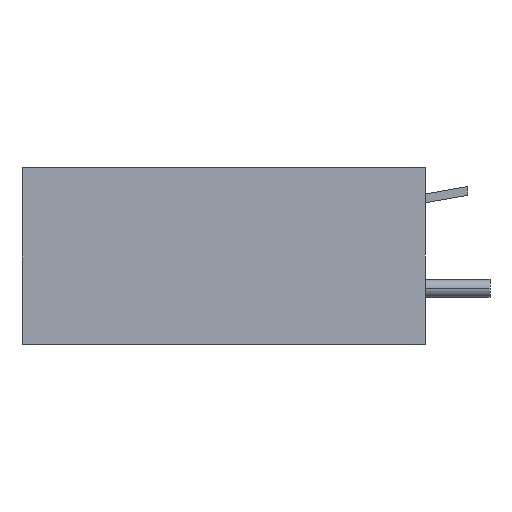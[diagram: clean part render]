
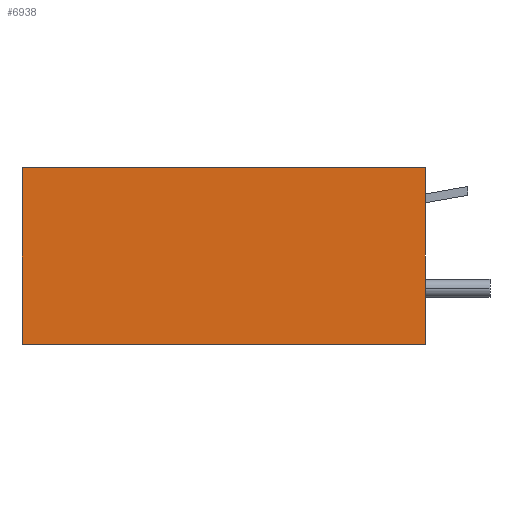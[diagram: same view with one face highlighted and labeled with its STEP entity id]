
A CAD part, left-side view. The second image highlights one B-rep face of the part: STEP entity #6938.
In plain terms, the highlighted planar face has unit normal (-1, 0, 0).
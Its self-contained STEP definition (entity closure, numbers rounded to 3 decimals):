
#123 = LINE ( 'NONE', #2582, #6472 ) ;
#212 = CARTESIAN_POINT ( 'NONE',  ( -7.5, -5.455, -12.5 ) ) ;
#1039 = CARTESIAN_POINT ( 'NONE',  ( -7.5, -5.455, 12.5 ) ) ;
#1096 = VECTOR ( 'NONE', #6315, 1000. ) ;
#1604 = VERTEX_POINT ( 'NONE', #212 ) ;
#1708 = ORIENTED_EDGE ( 'NONE', *, *, #4508, .F. ) ;
#1788 = EDGE_CURVE ( 'NONE', #2547, #1604, #4217, .T. ) ;
#2173 = VECTOR ( 'NONE', #7420, 1000. ) ;
#2400 = EDGE_CURVE ( 'NONE', #5733, #2547, #4992, .T. ) ;
#2547 = VERTEX_POINT ( 'NONE', #6799 ) ;
#2582 = CARTESIAN_POINT ( 'NONE',  ( -7.5, -5.455, 12.5 ) ) ;
#2616 = ORIENTED_EDGE ( 'NONE', *, *, #1788, .T. ) ;
#2675 = EDGE_LOOP ( 'NONE', ( #2616, #1708, #4895, #3744 ) ) ;
#2695 = EDGE_CURVE ( 'NONE', #5733, #3238, #123, .T. ) ;
#2994 = LINE ( 'NONE', #5396, #4733 ) ;
#3189 = CARTESIAN_POINT ( 'NONE',  ( -7.5, -5.455, 12.5 ) ) ;
#3238 = VERTEX_POINT ( 'NONE', #3189 ) ;
#3739 = CARTESIAN_POINT ( 'NONE',  ( -7.5, 5.455, 12.5 ) ) ;
#3744 = ORIENTED_EDGE ( 'NONE', *, *, #2400, .T. ) ;
#4217 = LINE ( 'NONE', #5523, #2173 ) ;
#4508 = EDGE_CURVE ( 'NONE', #3238, #1604, #2994, .T. ) ;
#4733 = VECTOR ( 'NONE', #7296, 1000. ) ;
#4880 = FACE_OUTER_BOUND ( 'NONE', #2675, .T. ) ;
#4895 = ORIENTED_EDGE ( 'NONE', *, *, #2695, .F. ) ;
#4992 = LINE ( 'NONE', #3739, #1096 ) ;
#5162 = CARTESIAN_POINT ( 'NONE',  ( -7.5, 5.455, 12.5 ) ) ;
#5396 = CARTESIAN_POINT ( 'NONE',  ( -7.5, -5.455, 12.5 ) ) ;
#5523 = CARTESIAN_POINT ( 'NONE',  ( -7.5, -5.455, -12.5 ) ) ;
#5733 = VERTEX_POINT ( 'NONE', #5162 ) ;
#5752 = AXIS2_PLACEMENT_3D ( 'NONE', #1039, #6838, #7537 ) ;
#6315 = DIRECTION ( 'NONE',  ( 0., 0., -1. ) ) ;
#6472 = VECTOR ( 'NONE', #6498, 1000. ) ;
#6498 = DIRECTION ( 'NONE',  ( 0., -1., 0. ) ) ;
#6799 = CARTESIAN_POINT ( 'NONE',  ( -7.5, 5.455, -12.5 ) ) ;
#6838 = DIRECTION ( 'NONE',  ( 1., 0., 0. ) ) ;
#6938 = ADVANCED_FACE ( 'NONE', ( #4880 ), #8161, .F. ) ;
#7296 = DIRECTION ( 'NONE',  ( 0., 0., -1. ) ) ;
#7420 = DIRECTION ( 'NONE',  ( 0., -1., 0. ) ) ;
#7537 = DIRECTION ( 'NONE',  ( 0., 1., 0. ) ) ;
#8161 = PLANE ( 'NONE',  #5752 ) ;
